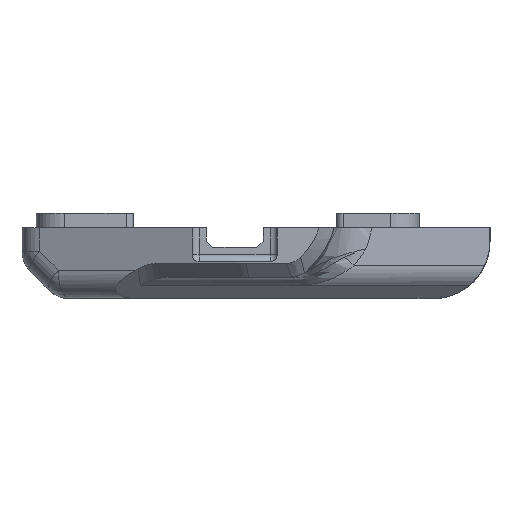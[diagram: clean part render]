
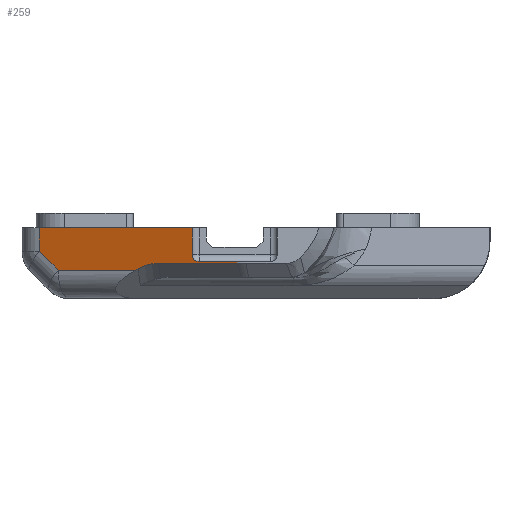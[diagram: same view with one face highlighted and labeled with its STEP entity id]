
A CAD part, front view. The second image highlights one B-rep face of the part: STEP entity #259.
In plain terms, the highlighted planar face has unit normal (-0.387, -0.922, 0).
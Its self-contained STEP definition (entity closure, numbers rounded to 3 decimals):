
#162=CARTESIAN_POINT('',(11.5,-9.5,-7.));
#163=DIRECTION('',(-0.387,-0.922,0.));
#164=DIRECTION('',(0.922,-0.387,0.));
#165=AXIS2_PLACEMENT_3D('',#162,#163,#164);
#166=PLANE('',#165);
#167=CARTESIAN_POINT('',(26.258,-15.689,-4.8));
#168=VERTEX_POINT('',#167);
#169=CARTESIAN_POINT('',(21.,-13.484,-4.8));
#170=VERTEX_POINT('',#169);
#171=CARTESIAN_POINT('',(26.258,-15.689,-4.8));
#172=DIRECTION('',(-0.922,0.387,0.));
#173=VECTOR('',#172,5.701);
#174=LINE('',#171,#173);
#175=EDGE_CURVE('',#168,#170,#174,.T.);
#176=ORIENTED_EDGE('',*,*,#175,.T.);
#177=CARTESIAN_POINT('',(20.,-13.065,-3.8));
#178=VERTEX_POINT('',#177);
#179=CARTESIAN_POINT('',(21.,-13.484,-3.8));
#180=DIRECTION('',(0.387,0.922,-0.));
#181=DIRECTION('',(-0.922,0.387,0.));
#182=AXIS2_PLACEMENT_3D('',#179,#180,#181);
#183=ELLIPSE('',#182,1.084,1.);
#184=EDGE_CURVE('',#170,#178,#183,.T.);
#185=ORIENTED_EDGE('',*,*,#184,.T.);
#186=CARTESIAN_POINT('',(20.,-13.065,0.));
#187=VERTEX_POINT('',#186);
#188=CARTESIAN_POINT('',(20.,-13.065,-3.8));
#189=DIRECTION('',(0.,0.,1.));
#190=VECTOR('',#189,3.8);
#191=LINE('',#188,#190);
#192=EDGE_CURVE('',#178,#187,#191,.T.);
#193=ORIENTED_EDGE('',*,*,#192,.T.);
#194=CARTESIAN_POINT('',(-1.547,-4.029,0.));
#195=VERTEX_POINT('',#194);
#196=CARTESIAN_POINT('',(20.,-13.065,0.));
#197=DIRECTION('',(-0.922,0.387,0.));
#198=VECTOR('',#197,23.365);
#199=LINE('',#196,#198);
#200=EDGE_CURVE('',#187,#195,#199,.T.);
#201=ORIENTED_EDGE('',*,*,#200,.T.);
#202=CARTESIAN_POINT('',(-1.547,-4.029,-3.343));
#203=VERTEX_POINT('',#202);
#204=CARTESIAN_POINT('',(-1.547,-4.029,-3.343));
#205=DIRECTION('',(0.,0.,1.));
#206=VECTOR('',#205,3.343);
#207=LINE('',#204,#206);
#208=EDGE_CURVE('',#203,#195,#207,.T.);
#209=ORIENTED_EDGE('',*,*,#208,.F.);
#210=CARTESIAN_POINT('',(1.11,-5.143,-6.));
#211=VERTEX_POINT('',#210);
#212=CARTESIAN_POINT('',(1.11,-5.143,-6.));
#213=DIRECTION('',(-0.678,0.284,0.678));
#214=VECTOR('',#213,3.919);
#215=LINE('',#212,#214);
#216=EDGE_CURVE('',#211,#203,#215,.T.);
#217=ORIENTED_EDGE('',*,*,#216,.F.);
#218=CARTESIAN_POINT('',(12.026,-9.721,-6.));
#219=VERTEX_POINT('',#218);
#220=CARTESIAN_POINT('',(12.026,-9.721,-6.));
#221=DIRECTION('',(-0.922,0.387,0.));
#222=VECTOR('',#221,11.837);
#223=LINE('',#220,#222);
#224=EDGE_CURVE('',#219,#211,#223,.T.);
#225=ORIENTED_EDGE('',*,*,#224,.F.);
#226=CARTESIAN_POINT('',(12.382,-9.87,-5.802));
#227=VERTEX_POINT('',#226);
#228=CARTESIAN_POINT('',(12.382,-9.87,-5.802));
#229=DIRECTION('',(-0.82,0.344,-0.457));
#230=VECTOR('',#229,0.434);
#231=LINE('',#228,#230);
#232=EDGE_CURVE('',#227,#219,#231,.T.);
#233=ORIENTED_EDGE('',*,*,#232,.F.);
#234=CARTESIAN_POINT('',(15.264,-11.078,-5.));
#235=VERTEX_POINT('',#234);
#236=CARTESIAN_POINT('',(13.823,-10.474,-16.314));
#237=DIRECTION('',(-0.387,-0.922,0.));
#238=DIRECTION('',(-0.246,0.103,-0.964));
#239=AXIS2_PLACEMENT_3D('',#236,#237,#238);
#240=ELLIPSE('',#239,11.527,8.);
#241=EDGE_CURVE('',#235,#227,#240,.T.);
#242=ORIENTED_EDGE('',*,*,#241,.F.);
#243=CARTESIAN_POINT('',(26.258,-15.689,-5.));
#244=VERTEX_POINT('',#243);
#245=CARTESIAN_POINT('',(26.258,-15.689,-5.));
#246=DIRECTION('',(-0.922,0.387,0.));
#247=VECTOR('',#246,11.922);
#248=LINE('',#245,#247);
#249=EDGE_CURVE('',#244,#235,#248,.T.);
#250=ORIENTED_EDGE('',*,*,#249,.F.);
#251=CARTESIAN_POINT('',(26.258,-15.689,-4.8));
#252=DIRECTION('',(-0.,-0.,-1.));
#253=VECTOR('',#252,0.2);
#254=LINE('',#251,#253);
#255=EDGE_CURVE('',#168,#244,#254,.T.);
#256=ORIENTED_EDGE('',*,*,#255,.F.);
#257=EDGE_LOOP('',(#176,#185,#193,#201,#209,#217,#225,#233,#242,#250,#256));
#258=FACE_BOUND('',#257,.T.);
#259=ADVANCED_FACE('',(#258),#166,.T.);
